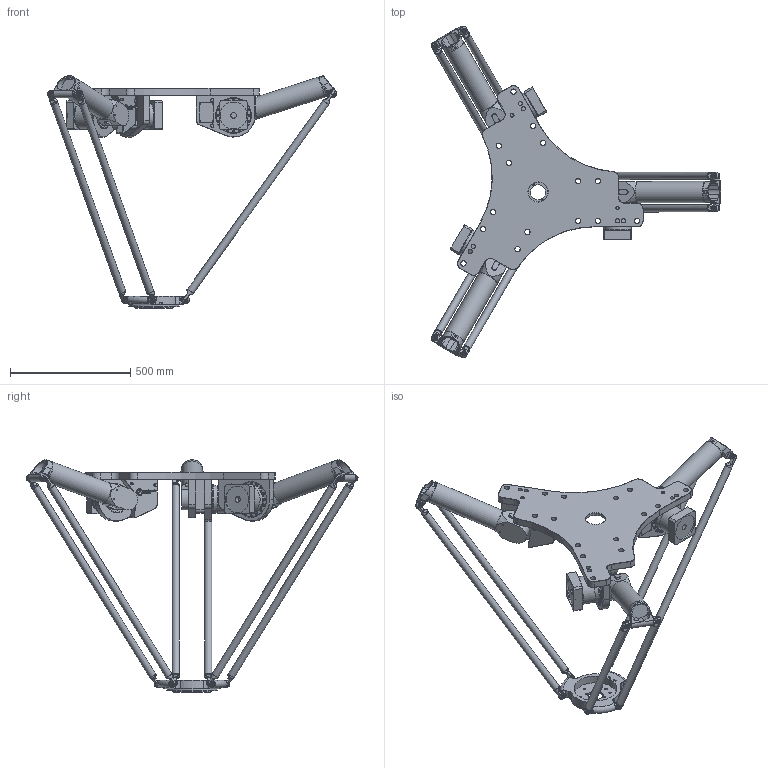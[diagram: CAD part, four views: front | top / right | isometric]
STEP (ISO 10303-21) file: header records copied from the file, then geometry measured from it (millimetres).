
FILE_DESCRIPTION(/* description */ (''),/* implementation_level */ '2;1');
FILE_NAME(/* name */ '3D-model_A_00064-01.stp',/* time_stamp */ '2022-02-07T17:12:44+01:00',/* author */ ('michael.schutter'),/* organization */ ('Majatronic'),/* preprocessor_version */ 'ST-DEVELOPER v16.5',/* originating_system */ 'Autodesk Inventor 2017',/* authorisation */ '');
FILE_SCHEMA (('AUTOMOTIVE_DESIGN { 1 0 10303 214 3 1 1 }'));
Length unit declared in the file: millimetre
Products named in the file (6): A_00064-01_DUMMY; MT_WST00054870MT_WST; MT_WST00055005MT_WST; MT_WST00055470MT_WST; MT_WST00050309MT_WST; MT_WST00065060MT_WST
Assembly tree (17 placements, depth 2):
  A_00064-01_DUMMY
    MT_WST00054870MT_WST
    MT_WST00055005MT_WST  x3
    MT_WST00050309MT_WST  x6
    MT_WST00055470MT_WST  x6
    MT_WST00065060MT_WST
Bounding box: 1201.13 x 1379.04 x 964.72 mm (x, y, z)
Volume: 30660231.9 mm3; surface area: 2589482.1 mm2
Topology: 17 solids, 29 shells, 2768 faces, 6408 edges, 4050 vertices
Faces by surface type: plane 1306, cylinder 854, bspline 348, cone 164, torus 96
Full cylindrical faces by diameter (mm): 4 x1, 4.917 x11, 5 x4, 5.5 x2, 8 x72, 8.376 x6, 8.5 x48, 9.6 x3, 10 x4, 10.4 x2, 12 x22, 13.835 x9, 16 x12, 17.294 x6, 18 x48, 20 x3, 22 x15, 24 x3, 29.98 x12, 30 x18, 63 x1, 80 x6, 82 x1, 85 x3, 88 x3, 110 x6, 111 x3, 115 x3, 115.4 x3, 120 x6
Entity records: 58693 total; most frequent: CARTESIAN_POINT 22243, DIRECTION 7570, ORIENTED_EDGE 6776, EDGE_CURVE 3388, AXIS2_PLACEMENT_3D 2791, VERTEX_POINT 2355, EDGE_LOOP 2225, LINE 1988
